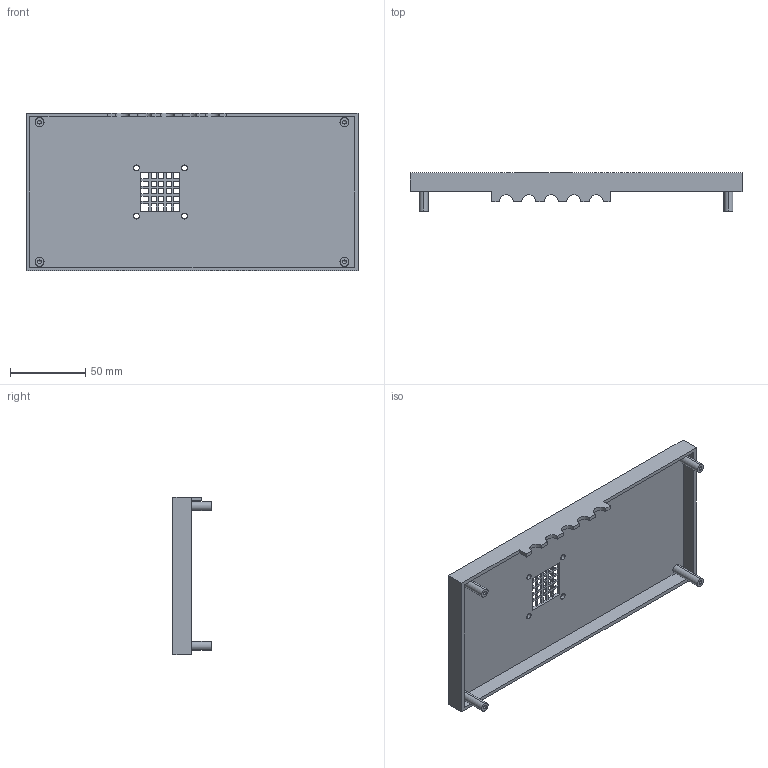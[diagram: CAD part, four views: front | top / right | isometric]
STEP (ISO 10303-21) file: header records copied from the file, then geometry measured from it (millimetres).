
FILE_DESCRIPTION (( 'STEP AP214' ), '1' );
FILE_NAME ('Ossc Pro Case Top.STEP', '2021-06-15T01:21:06', ( '' ), ( '' ), 'SwSTEP 2.0', 'SolidWorks 2020', '' );
FILE_SCHEMA (( 'AUTOMOTIVE_DESIGN' ));
Length unit declared in the file: millimetre
Products named in the file (1): Ossc Pro Case Top
Bounding box: 221 x 25.5 x 105 mm (x, y, z)
Volume: 75826 mm3; surface area: 63540.1 mm2
Topology: 1 solids, 1 shells, 145 faces, 454 edges, 296 vertices
Faces by surface type: plane 108, cylinder 29, cone 8
Entity records: 5164 total; most frequent: ORIENTED_EDGE 892, CARTESIAN_POINT 888, DIRECTION 796, EDGE_CURVE 446, LINE 388, VECTOR 388, VERTEX_POINT 296, AXIS2_PLACEMENT_3D 204
